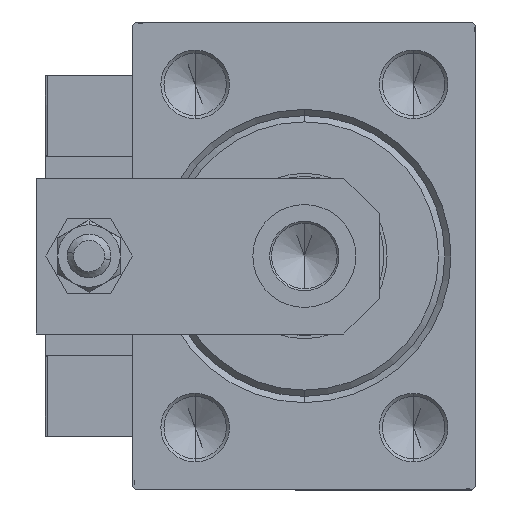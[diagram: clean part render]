
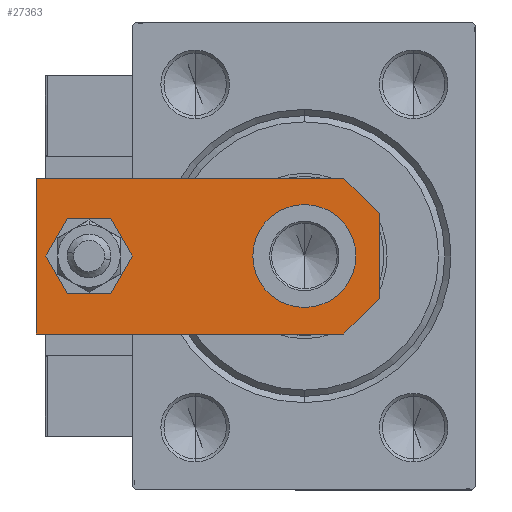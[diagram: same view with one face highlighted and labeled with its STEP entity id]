
A CAD part, left-side view. The second image highlights one B-rep face of the part: STEP entity #27363.
In plain terms, the highlighted face is planar.
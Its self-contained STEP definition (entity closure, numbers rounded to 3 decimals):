
#227 = VERTEX_POINT ( 'NONE', #51149 ) ;
#866 = DIRECTION ( 'NONE',  ( 0., 1., 0. ) ) ;
#966 = EDGE_LOOP ( 'NONE', ( #5569, #37652, #22683, #26170, #20500, #17008 ) ) ;
#1056 = DIRECTION ( 'NONE',  ( 0., 0., 1. ) ) ;
#1274 = CARTESIAN_POINT ( 'NONE',  ( 12.5, 55., 6. ) ) ;
#2854 = CARTESIAN_POINT ( 'NONE',  ( 12.5, 5.66, 6. ) ) ;
#3190 = ORIENTED_EDGE ( 'NONE', *, *, #8974, .F. ) ;
#3320 = DIRECTION ( 'NONE',  ( 1., 0., 0. ) ) ;
#3330 = VERTEX_POINT ( 'NONE', #22708 ) ;
#5463 = DIRECTION ( 'NONE',  ( 0., 0., 1. ) ) ;
#5569 = ORIENTED_EDGE ( 'NONE', *, *, #47052, .T. ) ;
#5930 = FACE_BOUND ( 'NONE', #14225, .T. ) ;
#6319 = DIRECTION ( 'NONE',  ( 0.707, 0.707, 0. ) ) ;
#6573 = LINE ( 'NONE', #22684, #40106 ) ;
#7387 = VERTEX_POINT ( 'NONE', #18150 ) ;
#7446 = EDGE_CURVE ( 'NONE', #28019, #40828, #49814, .T. ) ;
#8020 = AXIS2_PLACEMENT_3D ( 'NONE', #34502, #38393, #3320 ) ;
#8414 = LINE ( 'NONE', #36463, #40185 ) ;
#8799 = VECTOR ( 'NONE', #18454, 1000. ) ;
#8974 = EDGE_CURVE ( 'NONE', #34644, #227, #11664, .T. ) ;
#9092 = VERTEX_POINT ( 'NONE', #2854 ) ;
#10353 = CARTESIAN_POINT ( 'NONE',  ( 12.5, 55., 6. ) ) ;
#10866 = CARTESIAN_POINT ( 'NONE',  ( -12.5, 0., 6. ) ) ;
#11664 = CIRCLE ( 'NONE', #34064, 4. ) ;
#14225 = EDGE_LOOP ( 'NONE', ( #3190, #48049 ) ) ;
#14520 = DIRECTION ( 'NONE',  ( 1., 0., 0. ) ) ;
#14794 = CARTESIAN_POINT ( 'NONE',  ( -3.42, -3.42, 6. ) ) ;
#15784 = AXIS2_PLACEMENT_3D ( 'NONE', #40588, #20833, #28129 ) ;
#16158 = DIRECTION ( 'NONE',  ( 1., 0., 0. ) ) ;
#16417 = CARTESIAN_POINT ( 'NONE',  ( 0., 46.5, 6. ) ) ;
#16538 = CARTESIAN_POINT ( 'NONE',  ( -4., 46.5, 6. ) ) ;
#17008 = ORIENTED_EDGE ( 'NONE', *, *, #7446, .T. ) ;
#17708 = EDGE_LOOP ( 'NONE', ( #31751, #48698 ) ) ;
#17722 = CARTESIAN_POINT ( 'NONE',  ( -6.84, 0., 6. ) ) ;
#17779 = VECTOR ( 'NONE', #34017, 1000. ) ;
#18112 = EDGE_CURVE ( 'NONE', #9092, #28019, #8414, .T. ) ;
#18150 = CARTESIAN_POINT ( 'NONE',  ( -12.5, 5.66, 6. ) ) ;
#18219 = EDGE_CURVE ( 'NONE', #227, #34644, #30121, .T. ) ;
#18270 = CIRCLE ( 'NONE', #15784, 8.25 ) ;
#18454 = DIRECTION ( 'NONE',  ( 0., -1., 0. ) ) ;
#19476 = LINE ( 'NONE', #43371, #8799 ) ;
#20500 = ORIENTED_EDGE ( 'NONE', *, *, #18112, .T. ) ;
#20833 = DIRECTION ( 'NONE',  ( 0., 0., 1. ) ) ;
#21615 = EDGE_CURVE ( 'NONE', #7387, #38857, #33759, .T. ) ;
#21778 = FACE_OUTER_BOUND ( 'NONE', #966, .T. ) ;
#21886 = CIRCLE ( 'NONE', #39323, 8.25 ) ;
#22683 = ORIENTED_EDGE ( 'NONE', *, *, #27429, .T. ) ;
#22684 = CARTESIAN_POINT ( 'NONE',  ( 3.42, -3.42, 6. ) ) ;
#22708 = CARTESIAN_POINT ( 'NONE',  ( -8.25, 12., 6. ) ) ;
#23464 = CARTESIAN_POINT ( 'NONE',  ( 0., 12., 6. ) ) ;
#25931 = DIRECTION ( 'NONE',  ( -1., 0., 0. ) ) ;
#26170 = ORIENTED_EDGE ( 'NONE', *, *, #37758, .T. ) ;
#26455 = PLANE ( 'NONE',  #8020 ) ;
#27363 = ADVANCED_FACE ( 'NONE', ( #5930, #21778, #46692 ), #26455, .T. ) ;
#27429 = EDGE_CURVE ( 'NONE', #38857, #48495, #50071, .T. ) ;
#28019 = VERTEX_POINT ( 'NONE', #1274 ) ;
#28129 = DIRECTION ( 'NONE',  ( 1., 0., 0. ) ) ;
#28158 = CARTESIAN_POINT ( 'NONE',  ( -12.5, 55., 6. ) ) ;
#28175 = VECTOR ( 'NONE', #25931, 1000. ) ;
#28400 = CARTESIAN_POINT ( 'NONE',  ( 8.25, 12., 6. ) ) ;
#28890 = CARTESIAN_POINT ( 'NONE',  ( 6.84, 0., 6. ) ) ;
#30121 = CIRCLE ( 'NONE', #43397, 4. ) ;
#30498 = DIRECTION ( 'NONE',  ( 0., 0., 1. ) ) ;
#31239 = EDGE_CURVE ( 'NONE', #3330, #39835, #18270, .T. ) ;
#31751 = ORIENTED_EDGE ( 'NONE', *, *, #31239, .F. ) ;
#33759 = LINE ( 'NONE', #14794, #17779 ) ;
#34017 = DIRECTION ( 'NONE',  ( 0.707, -0.707, 0. ) ) ;
#34064 = AXIS2_PLACEMENT_3D ( 'NONE', #44454, #5463, #45484 ) ;
#34502 = CARTESIAN_POINT ( 'NONE',  ( 0., 0., 6. ) ) ;
#34644 = VERTEX_POINT ( 'NONE', #16538 ) ;
#35161 = DIRECTION ( 'NONE',  ( 1., 0., 0. ) ) ;
#36463 = CARTESIAN_POINT ( 'NONE',  ( 12.5, 0., 6. ) ) ;
#37652 = ORIENTED_EDGE ( 'NONE', *, *, #21615, .T. ) ;
#37758 = EDGE_CURVE ( 'NONE', #48495, #9092, #6573, .T. ) ;
#38393 = DIRECTION ( 'NONE',  ( 0., 0., 1. ) ) ;
#38736 = EDGE_CURVE ( 'NONE', #39835, #3330, #21886, .T. ) ;
#38857 = VERTEX_POINT ( 'NONE', #17722 ) ;
#39323 = AXIS2_PLACEMENT_3D ( 'NONE', #23464, #30498, #35161 ) ;
#39835 = VERTEX_POINT ( 'NONE', #28400 ) ;
#40106 = VECTOR ( 'NONE', #6319, 1000. ) ;
#40185 = VECTOR ( 'NONE', #866, 1000. ) ;
#40588 = CARTESIAN_POINT ( 'NONE',  ( 0., 12., 6. ) ) ;
#40828 = VERTEX_POINT ( 'NONE', #28158 ) ;
#43371 = CARTESIAN_POINT ( 'NONE',  ( -12.5, 55., 6. ) ) ;
#43397 = AXIS2_PLACEMENT_3D ( 'NONE', #16417, #1056, #16158 ) ;
#44454 = CARTESIAN_POINT ( 'NONE',  ( 0., 46.5, 6. ) ) ;
#45484 = DIRECTION ( 'NONE',  ( 1., 0., 0. ) ) ;
#46692 = FACE_BOUND ( 'NONE', #17708, .T. ) ;
#47052 = EDGE_CURVE ( 'NONE', #40828, #7387, #19476, .T. ) ;
#48049 = ORIENTED_EDGE ( 'NONE', *, *, #18219, .F. ) ;
#48495 = VERTEX_POINT ( 'NONE', #28890 ) ;
#48698 = ORIENTED_EDGE ( 'NONE', *, *, #38736, .F. ) ;
#49814 = LINE ( 'NONE', #10353, #28175 ) ;
#50071 = LINE ( 'NONE', #10866, #51121 ) ;
#51121 = VECTOR ( 'NONE', #14520, 1000. ) ;
#51149 = CARTESIAN_POINT ( 'NONE',  ( 4., 46.5, 6. ) ) ;
